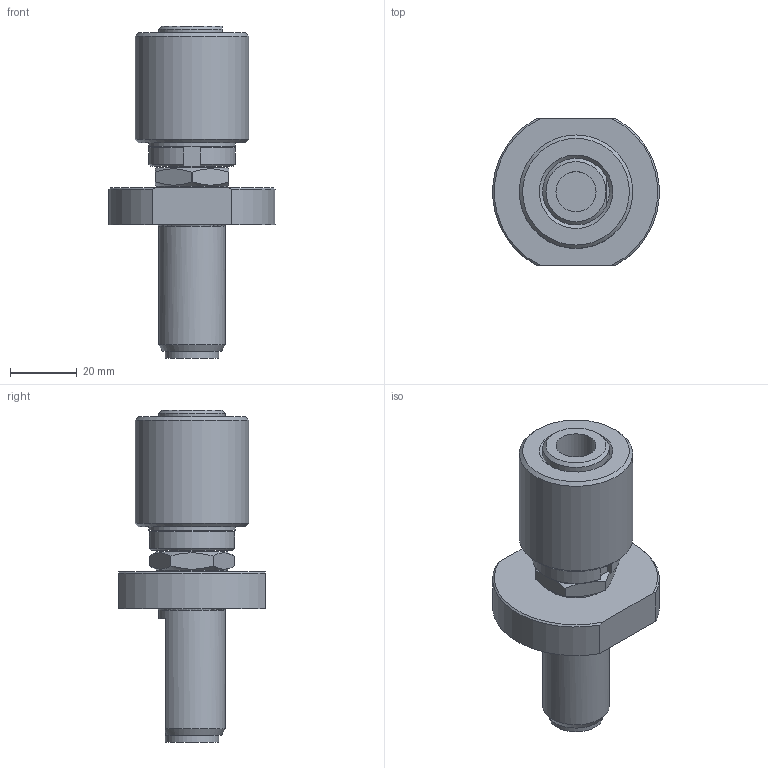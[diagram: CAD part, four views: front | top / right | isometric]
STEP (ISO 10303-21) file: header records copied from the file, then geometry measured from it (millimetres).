
FILE_DESCRIPTION(/* description */ (''),/* implementation_level */ '2;1');
FILE_NAME(/* name */ 'W1100017A.stp',/* time_stamp */ '2009-04-07T09:44:15+02:00',/* author */ (''),/* organization */ (''),/* preprocessor_version */ 'ST-DEVELOPER v11',/* originating_system */ 'UGS - NX 5.0',/* authorisation */ '');
FILE_SCHEMA (('AUTOMOTIVE_DESIGN { 1 0 10303 214 0 1 1 1 }'));
Length unit declared in the file: millimetre
Products named in the file (1): spri6FC1k1gc
Bounding box: 49.83 x 44 x 99.5 mm (x, y, z)
Volume: 67540.4 mm3; surface area: 14656.6 mm2
Topology: 1 solids, 1 shells, 62 faces, 149 edges, 97 vertices
Faces by surface type: plane 29, cylinder 19, cone 13, torus 1
Full cylindrical faces by diameter (mm): 12 x2, 16 x1, 20 x1, 21 x1, 26 x1, 34 x1
Entity records: 1766 total; most frequent: CARTESIAN_POINT 392, DIRECTION 280, ORIENTED_EDGE 260, EDGE_CURVE 130, AXIS2_PLACEMENT_3D 115, VERTEX_POINT 91, EDGE_LOOP 83, ADVANCED_FACE 62
